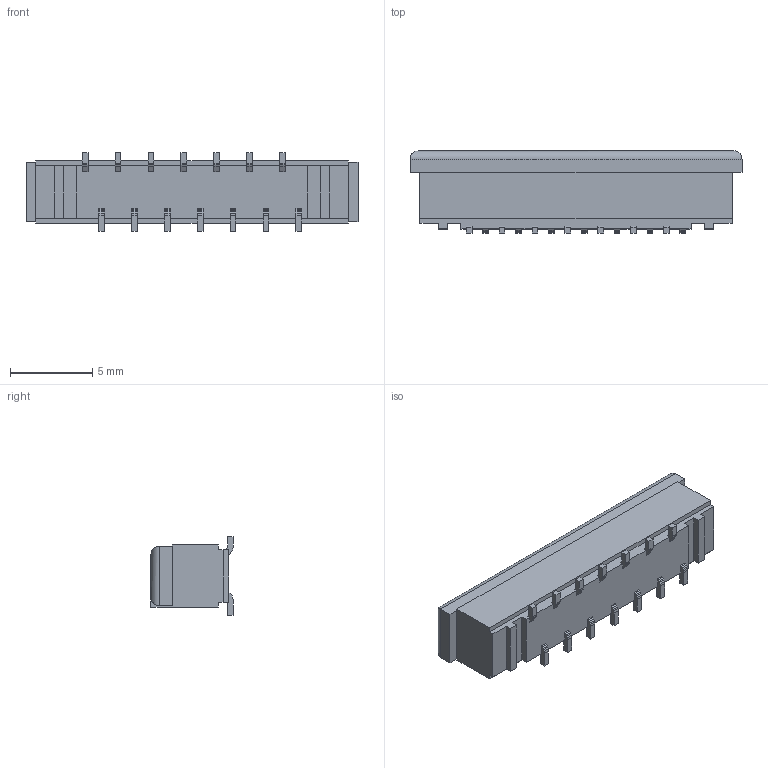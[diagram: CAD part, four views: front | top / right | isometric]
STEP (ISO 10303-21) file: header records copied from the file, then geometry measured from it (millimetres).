
FILE_DESCRIPTION(('STEP AP214'),'1');
FILE_NAME('ffc_fpc_affc10-14-100-svs-t.stp','2015-04-30T10:23:07',('TraceParts'),('TraceParts S.A.'),'XStep 1.0',' ',' ');
FILE_SCHEMA(('automotive_design'));
Length unit declared in the file: millimetre
Products named in the file (1): 1
Bounding box: 20.2 x 5 x 4.8 mm (x, y, z)
Volume: 312.2 mm3; surface area: 512.8 mm2
Topology: 1 solids, 1 shells, 596 faces, 1774 edges, 1180 vertices
Faces by surface type: plane 591, cylinder 5
Entity records: 39170 total; most frequent: CARTESIAN_POINT 3551, STYLED_ITEM 3550, PRESENTATION_STYLE_ASSIGNMENT 3550, COLOUR_RGB 3550, ORIENTED_EDGE 3548, DIRECTION 2974, EDGE_CURVE 1774, CURVE_STYLE 1774
